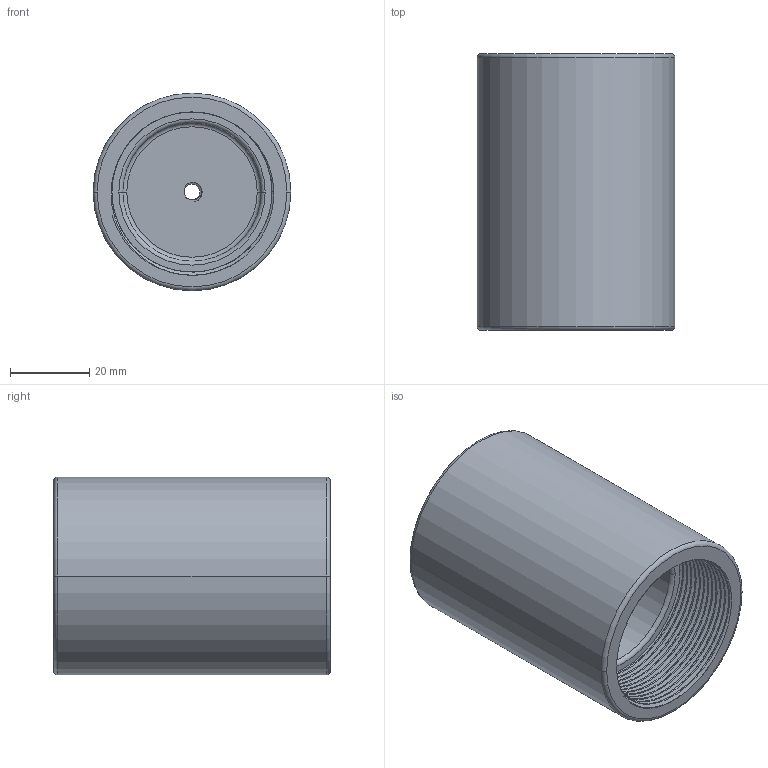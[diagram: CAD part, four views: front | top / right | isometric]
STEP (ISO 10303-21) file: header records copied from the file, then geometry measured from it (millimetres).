
FILE_DESCRIPTION (( 'STEP AP203' ), '1' );
FILE_NAME ('graisseur de roulement de bol SIMPLIFIER.STEP', '2024-10-03T18:35:18', ( '' ), ( '' ), 'SwSTEP 2.0', 'SolidWorks 2023', '' );
FILE_SCHEMA (( 'CONFIG_CONTROL_DESIGN' ));
Length unit declared in the file: millimetre
Products named in the file (1): graisseur de roulement de bol SIMPLIFIER
Bounding box: 50 x 69.94 x 50 mm (x, y, z)
Volume: 70827 mm3; surface area: 23530.7 mm2
Topology: 1 solids, 1 shells, 66 faces, 174 edges, 112 vertices
Faces by surface type: cylinder 46, torus 8, bspline 7, plane 5
Entity records: 9564 total; most frequent: CARTESIAN_POINT 8115, ORIENTED_EDGE 348, DIRECTION 223, EDGE_CURVE 174, VERTEX_POINT 112, AXIS2_PLACEMENT_3D 89, EDGE_LOOP 70, ADVANCED_FACE 66
